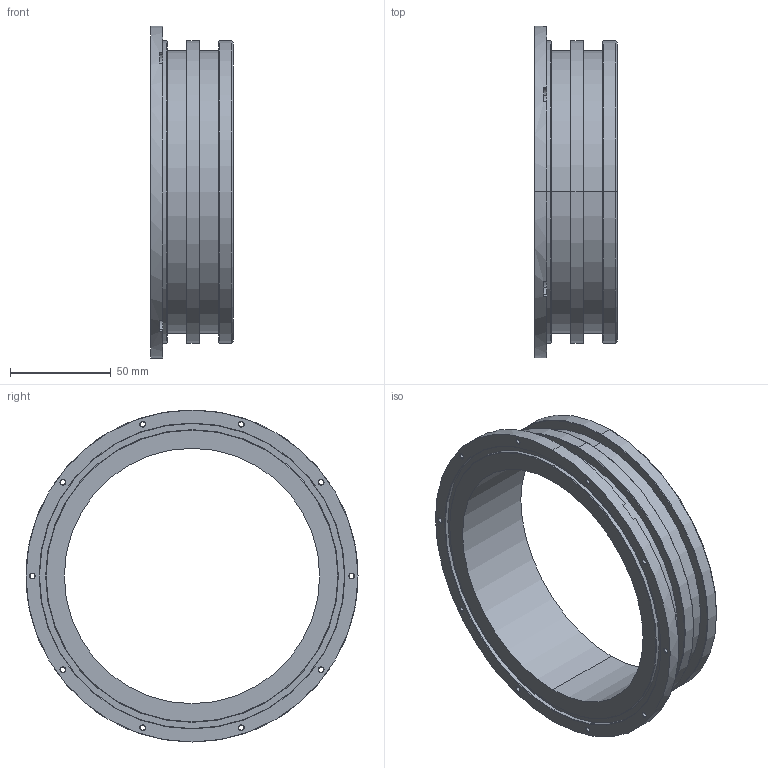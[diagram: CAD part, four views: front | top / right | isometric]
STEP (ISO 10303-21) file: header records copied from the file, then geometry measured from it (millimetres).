
FILE_DESCRIPTION (( 'STEP AP214' ), '1' );
FILE_NAME ('WTE6-M-FLANGE-SEAL-R1.STEP', '2018-10-16T22:59:04', ( '' ), ( '' ), 'SwSTEP 2.0', 'SolidWorks 2016', '' );
FILE_SCHEMA (( 'AUTOMOTIVE_DESIGN' ));
Length unit declared in the file: millimetre
Products named in the file (1): WTE6-M-FLANGE-SEAL-R1
Bounding box: 41 x 165.1 x 165.1 mm (x, y, z)
Volume: 182312.1 mm3; surface area: 63853.9 mm2
Topology: 1 solids, 1 shells, 123 faces, 292 edges, 174 vertices
Faces by surface type: cylinder 52, cone 50, plane 21
Entity records: 3582 total; most frequent: DIRECTION 686, CARTESIAN_POINT 582, ORIENTED_EDGE 568, EDGE_CURVE 284, AXIS2_PLACEMENT_3D 278, VERTEX_POINT 174, EDGE_LOOP 156, CIRCLE 154
